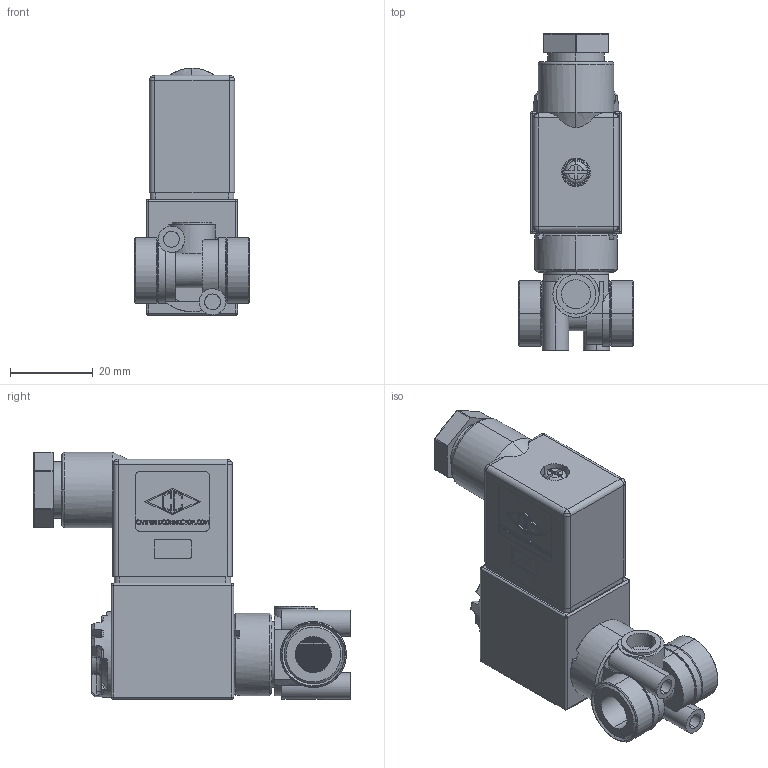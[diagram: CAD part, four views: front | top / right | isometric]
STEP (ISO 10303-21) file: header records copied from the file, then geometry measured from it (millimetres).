
FILE_DESCRIPTION (( 'STEP AP203' ), '1' );
FILE_NAME ('3827-670-AA87C-A.step', '2023-01-26T20:59:51', ( '' ), ( '' ), 'SwSTEP 2.0', 'SolidWorks 2021', '' );
FILE_SCHEMA (( 'CONFIG_CONTROL_DESIGN' ));
Products named in the file (1): 3827-670-AA87C-A
Bounding box: 27.69 x 76.28 x 59.68 mm (x, y, z)
Volume: 38867.6 mm3; surface area: 24882.9 mm2
Topology: 4 solids, 4 shells, 3303 faces, 9318 edges, 6115 vertices
Faces by surface type: plane 2599, bspline 390, cylinder 245, cone 69
Entity records: 123098 total; most frequent: CARTESIAN_POINT 47018, ORIENTED_EDGE 18564, DIRECTION 10614, EDGE_CURVE 9282, VERTEX_POINT 6115, B_SPLINE_CURVE_WITH_KNOTS 4778, VECTOR 4170, LINE 4170
